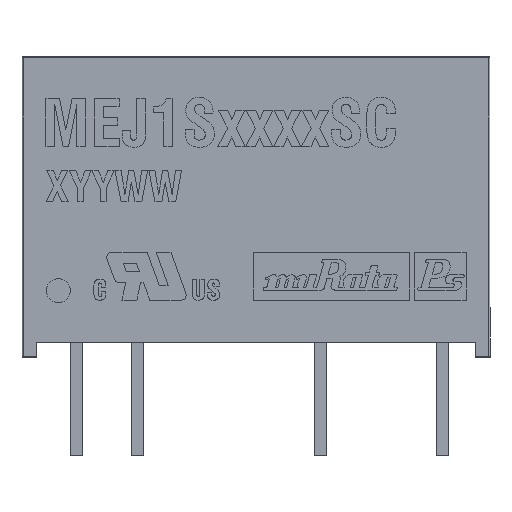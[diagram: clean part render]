
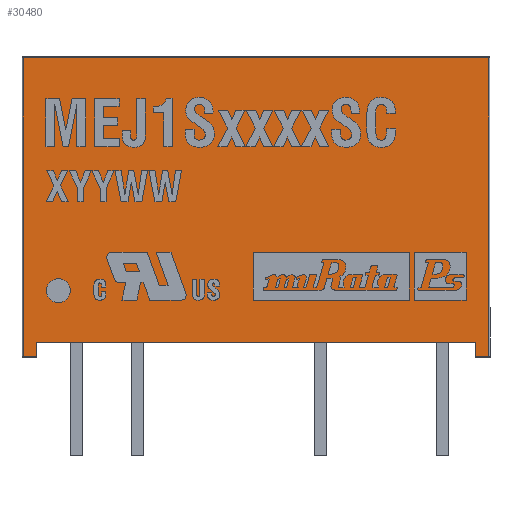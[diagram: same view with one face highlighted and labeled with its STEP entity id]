
A CAD part, top view. The second image highlights one B-rep face of the part: STEP entity #30480.
In plain terms, the highlighted planar face has unit normal (0, 0, 1).
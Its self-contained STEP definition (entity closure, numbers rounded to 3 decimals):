
#1009 = DIRECTION ( 'NONE',  ( 0., 1., 0. ) ) ;
#1840 = VERTEX_POINT ( 'NONE', #4631 ) ;
#1991 = DIRECTION ( 'NONE',  ( -1., 0., 0. ) ) ;
#2057 = CARTESIAN_POINT ( 'NONE',  ( 16.62, 4.1, 7.3 ) ) ;
#2145 = ORIENTED_EDGE ( 'NONE', *, *, #26886, .T. ) ;
#3053 = CARTESIAN_POINT ( 'NONE',  ( 16.62, 4.1, 7.3 ) ) ;
#3352 = DIRECTION ( 'NONE',  ( 0., 0., -1. ) ) ;
#4093 = CARTESIAN_POINT ( 'NONE',  ( 16.62, 4.7, 7.3 ) ) ;
#4094 = CARTESIAN_POINT ( 'NONE',  ( -1.68, 4.7, 7.3 ) ) ;
#4241 = CARTESIAN_POINT ( 'NONE',  ( 17.17, 4.1, 7.3 ) ) ;
#4312 = DIRECTION ( 'NONE',  ( -1., 0., 0. ) ) ;
#4357 = LINE ( 'NONE', #17630, #27720 ) ;
#4563 = CARTESIAN_POINT ( 'NONE',  ( -1.68, 4.1, 7.3 ) ) ;
#4631 = CARTESIAN_POINT ( 'NONE',  ( -1.68, 4.7, 7.3 ) ) ;
#4896 = EDGE_CURVE ( 'NONE', #1840, #32053, #9002, .T. ) ;
#4899 = VECTOR ( 'NONE', #9461, 1000. ) ;
#6718 = DIRECTION ( 'NONE',  ( 1., 0., 0. ) ) ;
#6860 = CARTESIAN_POINT ( 'NONE',  ( -2.23, 4.1, 7.3 ) ) ;
#7648 = LINE ( 'NONE', #21146, #21588 ) ;
#7910 = DIRECTION ( 'NONE',  ( -1., 0., 0. ) ) ;
#8288 = CARTESIAN_POINT ( 'NONE',  ( -2.23, 4.1, 7.3 ) ) ;
#8722 = AXIS2_PLACEMENT_3D ( 'NONE', #18988, #3352, #21647 ) ;
#9002 = LINE ( 'NONE', #4094, #29071 ) ;
#9181 = EDGE_CURVE ( 'NONE', #14740, #1840, #25641, .T. ) ;
#9461 = DIRECTION ( 'NONE',  ( 0., -1., 0. ) ) ;
#11463 = ORIENTED_EDGE ( 'NONE', *, *, #20374, .F. ) ;
#13677 = ORIENTED_EDGE ( 'NONE', *, *, #9181, .T. ) ;
#14287 = LINE ( 'NONE', #30427, #21240 ) ;
#14740 = VERTEX_POINT ( 'NONE', #4563 ) ;
#14761 = CARTESIAN_POINT ( 'NONE',  ( 17.17, 16.55, 7.3 ) ) ;
#15071 = EDGE_CURVE ( 'NONE', #32053, #31309, #32810, .T. ) ;
#15640 = ORIENTED_EDGE ( 'NONE', *, *, #18578, .F. ) ;
#16089 = VERTEX_POINT ( 'NONE', #14761 ) ;
#16556 = FACE_OUTER_BOUND ( 'NONE', #24296, .T. ) ;
#17628 = EDGE_CURVE ( 'NONE', #23686, #31317, #18807, .T. ) ;
#17630 = CARTESIAN_POINT ( 'NONE',  ( -2.28, 4.1, 7.3 ) ) ;
#18578 = EDGE_CURVE ( 'NONE', #14740, #31317, #4357, .T. ) ;
#18683 = VECTOR ( 'NONE', #1009, 1000. ) ;
#18807 = LINE ( 'NONE', #6860, #4899 ) ;
#18988 = CARTESIAN_POINT ( 'NONE',  ( -2.28, 4.1, 7.3 ) ) ;
#19320 = CARTESIAN_POINT ( 'NONE',  ( -2.23, 16.55, 7.3 ) ) ;
#20270 = LINE ( 'NONE', #20968, #26386 ) ;
#20374 = EDGE_CURVE ( 'NONE', #20737, #31309, #20270, .T. ) ;
#20737 = VERTEX_POINT ( 'NONE', #4241 ) ;
#20968 = CARTESIAN_POINT ( 'NONE',  ( -2.28, 4.1, 7.3 ) ) ;
#21146 = CARTESIAN_POINT ( 'NONE',  ( 17.17, 4.1, 7.3 ) ) ;
#21240 = VECTOR ( 'NONE', #4312, 1000. ) ;
#21588 = VECTOR ( 'NONE', #23758, 1000. ) ;
#21647 = DIRECTION ( 'NONE',  ( 1., 0., 0. ) ) ;
#22954 = DIRECTION ( 'NONE',  ( 0., -1., 0. ) ) ;
#23686 = VERTEX_POINT ( 'NONE', #19320 ) ;
#23758 = DIRECTION ( 'NONE',  ( 0., 1., 0. ) ) ;
#24156 = PLANE ( 'NONE',  #8722 ) ;
#24296 = EDGE_LOOP ( 'NONE', ( #11463, #31848, #2145, #33764, #15640, #13677, #26407, #31416 ) ) ;
#25111 = EDGE_CURVE ( 'NONE', #20737, #16089, #7648, .T. ) ;
#25641 = LINE ( 'NONE', #32358, #18683 ) ;
#25780 = VECTOR ( 'NONE', #22954, 1000. ) ;
#26386 = VECTOR ( 'NONE', #7910, 1000. ) ;
#26407 = ORIENTED_EDGE ( 'NONE', *, *, #4896, .T. ) ;
#26886 = EDGE_CURVE ( 'NONE', #16089, #23686, #14287, .T. ) ;
#27720 = VECTOR ( 'NONE', #1991, 1000. ) ;
#29071 = VECTOR ( 'NONE', #6718, 1000. ) ;
#30427 = CARTESIAN_POINT ( 'NONE',  ( -2.28, 16.55, 7.3 ) ) ;
#30480 = ADVANCED_FACE ( 'NONE', ( #16556 ), #24156, .F. ) ;
#31309 = VERTEX_POINT ( 'NONE', #3053 ) ;
#31317 = VERTEX_POINT ( 'NONE', #8288 ) ;
#31416 = ORIENTED_EDGE ( 'NONE', *, *, #15071, .T. ) ;
#31848 = ORIENTED_EDGE ( 'NONE', *, *, #25111, .T. ) ;
#32053 = VERTEX_POINT ( 'NONE', #4093 ) ;
#32358 = CARTESIAN_POINT ( 'NONE',  ( -1.68, 4.1, 7.3 ) ) ;
#32810 = LINE ( 'NONE', #2057, #25780 ) ;
#33764 = ORIENTED_EDGE ( 'NONE', *, *, #17628, .T. ) ;
